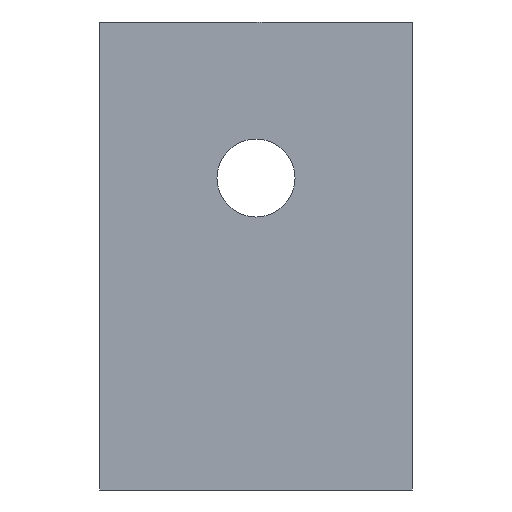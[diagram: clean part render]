
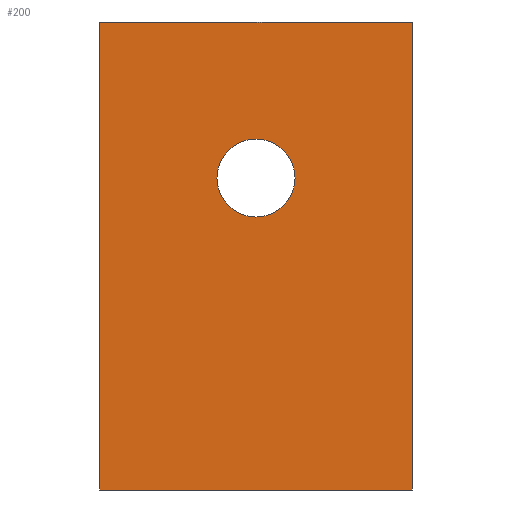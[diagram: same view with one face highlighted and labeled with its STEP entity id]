
A CAD part, left-side view. The second image highlights one B-rep face of the part: STEP entity #200.
In plain terms, the highlighted planar face has unit normal (-1, 0, 0).
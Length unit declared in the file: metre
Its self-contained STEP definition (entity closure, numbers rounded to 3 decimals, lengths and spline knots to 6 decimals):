
#19=LINE('',#303,#37);
#24=LINE('',#313,#42);
#26=LINE('',#317,#44);
#30=LINE('',#329,#48);
#37=VECTOR('',#248,1.);
#42=VECTOR('',#255,1.);
#44=VECTOR('',#259,1.);
#48=VECTOR('',#269,1.);
#78=ORIENTED_EDGE('',*,*,#119,.F.);
#79=ORIENTED_EDGE('',*,*,#104,.T.);
#80=ORIENTED_EDGE('',*,*,#117,.T.);
#81=ORIENTED_EDGE('',*,*,#111,.F.);
#82=ORIENTED_EDGE('',*,*,#109,.F.);
#104=EDGE_CURVE('',#128,#129,#19,.T.);
#109=EDGE_CURVE('',#128,#132,#24,.T.);
#111=EDGE_CURVE('',#132,#133,#26,.T.);
#117=EDGE_CURVE('',#129,#133,#30,.T.);
#119=EDGE_CURVE('',#138,#138,#144,.F.);
#128=VERTEX_POINT('',#304);
#129=VERTEX_POINT('',#305);
#132=VERTEX_POINT('',#314);
#133=VERTEX_POINT('',#318);
#138=VERTEX_POINT('',#333);
#144=CIRCLE('',#228,0.003175);
#155=EDGE_LOOP('',(#78));
#156=EDGE_LOOP('',(#79,#80,#81,#82));
#175=FACE_BOUND('',#155,.T.);
#176=FACE_BOUND('',#156,.T.);
#192=PLANE('',#227);
#200=ADVANCED_FACE('',(#175,#176),#192,.F.);
#227=AXIS2_PLACEMENT_3D('',#331,#271,#272);
#228=AXIS2_PLACEMENT_3D('',#332,#273,#274);
#248=DIRECTION('',(0.,0.,-1.));
#255=DIRECTION('',(0.,-1.,0.));
#259=DIRECTION('',(0.,0.,-1.));
#269=DIRECTION('',(0.,-1.,0.));
#271=DIRECTION('',(1.,0.,0.));
#272=DIRECTION('',(0.,1.,0.));
#273=DIRECTION('',(1.,0.,0.));
#274=DIRECTION('',(0.,0.,-1.));
#303=CARTESIAN_POINT('',(0.,0.063791,-0.092727));
#304=CARTESIAN_POINT('',(0.,0.063791,-0.073677));
#305=CARTESIAN_POINT('',(0.,0.063791,-0.111777));
#313=CARTESIAN_POINT('',(0.,0.051091,-0.073677));
#314=CARTESIAN_POINT('',(0.,0.038391,-0.073677));
#317=CARTESIAN_POINT('',(0.,0.038391,-0.092727));
#318=CARTESIAN_POINT('',(0.,0.038391,-0.111777));
#329=CARTESIAN_POINT('',(0.,0.051091,-0.111777));
#331=CARTESIAN_POINT('',(0.,0.051091,-0.092727));
#332=CARTESIAN_POINT('',(0.,0.051091,-0.086377));
#333=CARTESIAN_POINT('',(0.,0.051091,-0.089552));
